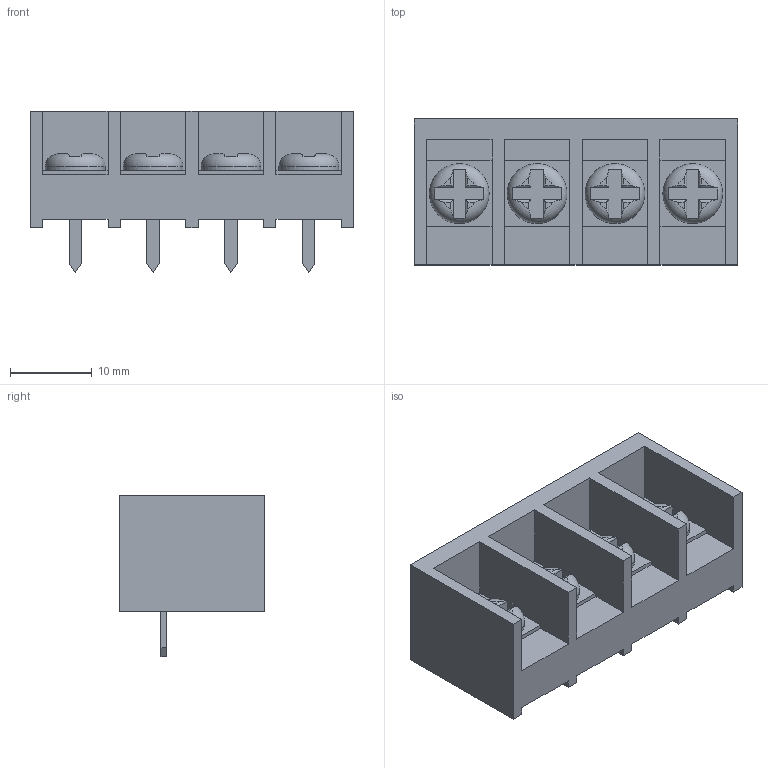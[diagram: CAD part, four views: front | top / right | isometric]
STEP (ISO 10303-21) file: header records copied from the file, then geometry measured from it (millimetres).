
FILE_DESCRIPTION(/* description */ (''),/* implementation_level */ '2;1');
FILE_NAME(/* name */ 'TERMINAL BLOCK v1.step',/* time_stamp */ '2022-12-19T10:16:07+07:00',/* author */ (''),/* organization */ (''),/* preprocessor_version */ 'ST-DEVELOPER v19.2',/* originating_system */ 'Autodesk Translation Framework v11.17.0.187',/* authorisation */ '');
FILE_SCHEMA (('AUTOMOTIVE_DESIGN { 1 0 10303 214 3 1 1 }'));
Length unit declared in the file: millimetre
Products named in the file (1): TERMINAL BLOCK
Bounding box: 39.5 x 17.8 x 19.7 mm (x, y, z)
Volume: 5979.4 mm3; surface area: 4449.2 mm2
Topology: 1 solids, 1 shells, 204 faces, 565 edges, 371 vertices
Faces by surface type: plane 148, cylinder 52, torus 4
Full cylindrical faces by diameter (mm): 7.3 x4
Entity records: 6863 total; most frequent: CARTESIAN_POINT 1745, ORIENTED_EDGE 1130, DIRECTION 907, EDGE_CURVE 565, LINE 401, VECTOR 401, VERTEX_POINT 371, AXIS2_PLACEMENT_3D 253
